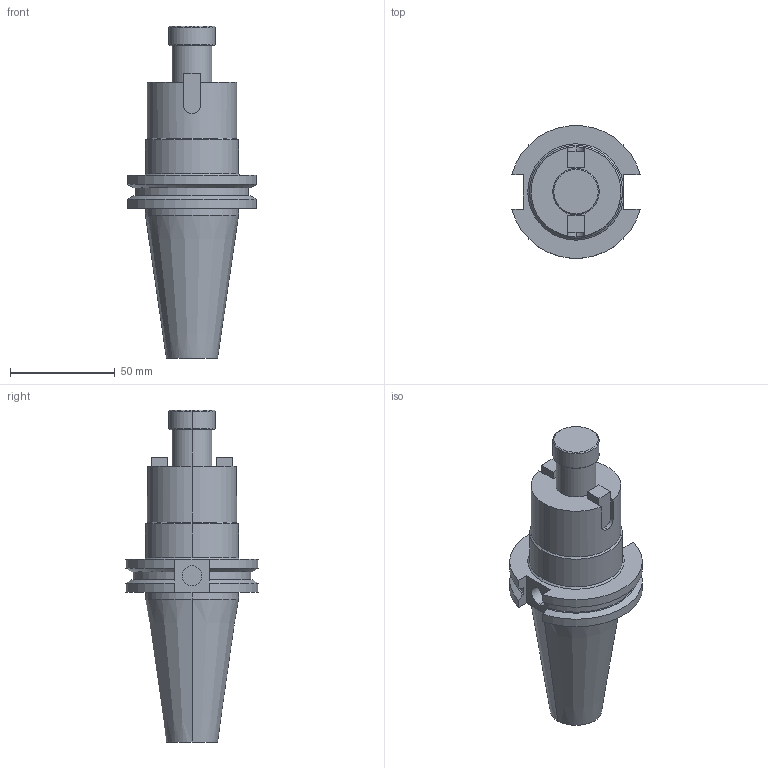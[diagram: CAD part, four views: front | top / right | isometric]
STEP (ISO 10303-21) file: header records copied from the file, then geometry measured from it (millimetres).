
FILE_DESCRIPTION (( 'STEP AP203' ), '1' );
FILE_NAME ('STP-5031-151-A48-250-1(22711-2.5).STEP', '2021-06-10T03:06:20', ( '' ), ( '' ), 'SwSTEP 2.0', 'SolidWorks 2017', '' );
FILE_SCHEMA (( 'CONFIG_CONTROL_DESIGN' ));
Length unit declared in the file: millimetre
Products named in the file (1): STP-5031-151-A48-250-1(22711-2.5)
Bounding box: 61.35 x 63.26 x 158.6 mm (x, y, z)
Volume: 180854.1 mm3; surface area: 29158.7 mm2
Topology: 4 solids, 4 shells, 83 faces, 196 edges, 125 vertices
Faces by surface type: plane 36, cylinder 31, cone 16
Entity records: 2519 total; most frequent: CARTESIAN_POINT 503, DIRECTION 420, ORIENTED_EDGE 388, EDGE_CURVE 194, AXIS2_PLACEMENT_3D 156, VERTEX_POINT 125, LINE 108, VECTOR 108
